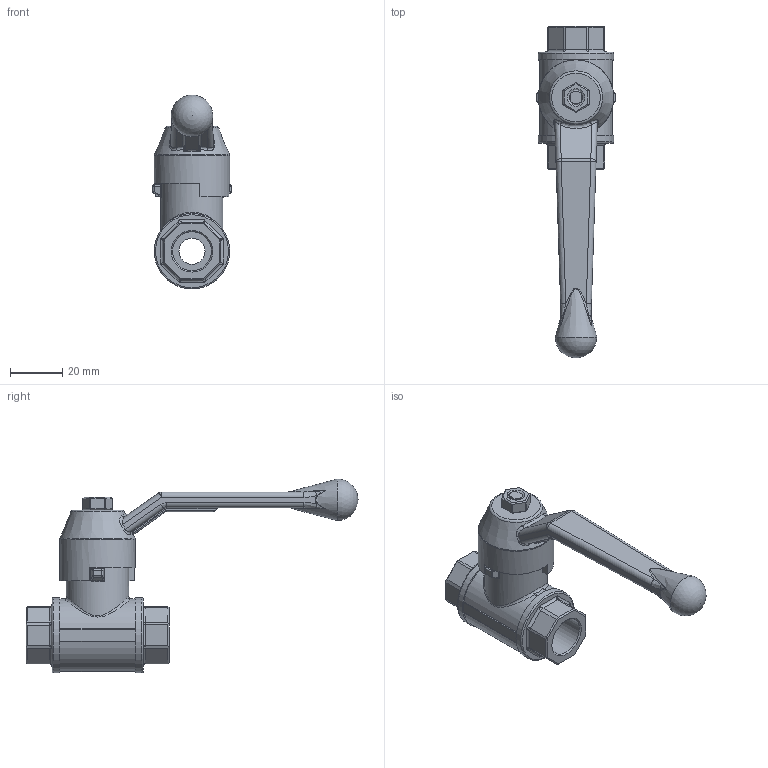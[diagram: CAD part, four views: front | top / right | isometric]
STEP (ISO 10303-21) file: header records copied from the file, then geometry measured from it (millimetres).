
FILE_DESCRIPTION(/* description */ ('Unknown'),/* implementation_level */ '2;1');
FILE_NAME(/* name */ '828-03',/* time_stamp */ '2022-08-09T09:37:10+02:00',/* author */ ('Unknown'),/* organization */ ('Unknown'),/* preprocessor_version */ 'ST-DEVELOPER v16.7',/* originating_system */ 'Solid Edge',/* authorisation */ 'Unknown');
FILE_SCHEMA (('AUTOMOTIVE_DESIGN { 1 0 10303 214 3 1 1 }','AUTOMOTIVE_DESIGN {1 0 10303 214 3 1 1}'));
Length unit declared in the file: millimetre
Products named in the file (4): 2.108.012; Hebel f黵 3_8 - 1_2; DIN934-M6.1.1
Assembly tree (3 placements, depth 2):
  2.108.012
    2.108.012
    Hebel f黵 3_8 - 1_2
    DIN934-M6.1.1
Bounding box: 30 x 127.5 x 74.5 mm (x, y, z)
Volume: 50585.7 mm3; surface area: 17286.2 mm2
Topology: 3 solids, 4 shells, 306 faces, 754 edges, 435 vertices
Faces by surface type: plane 129, cylinder 87, bspline 59, sphere 13, torus 10, cone 8
Full cylindrical faces by diameter (mm): 5 x2, 6 x1, 10 x1, 14.95 x2, 24 x2, 29 x3
Entity records: 10876 total; most frequent: CARTESIAN_POINT 3051, ORIENTED_EDGE 1370, DIRECTION 1246, EDGE_CURVE 685, AXIS2_PLACEMENT_3D 441, VERTEX_POINT 419, LINE 364, VECTOR 364
